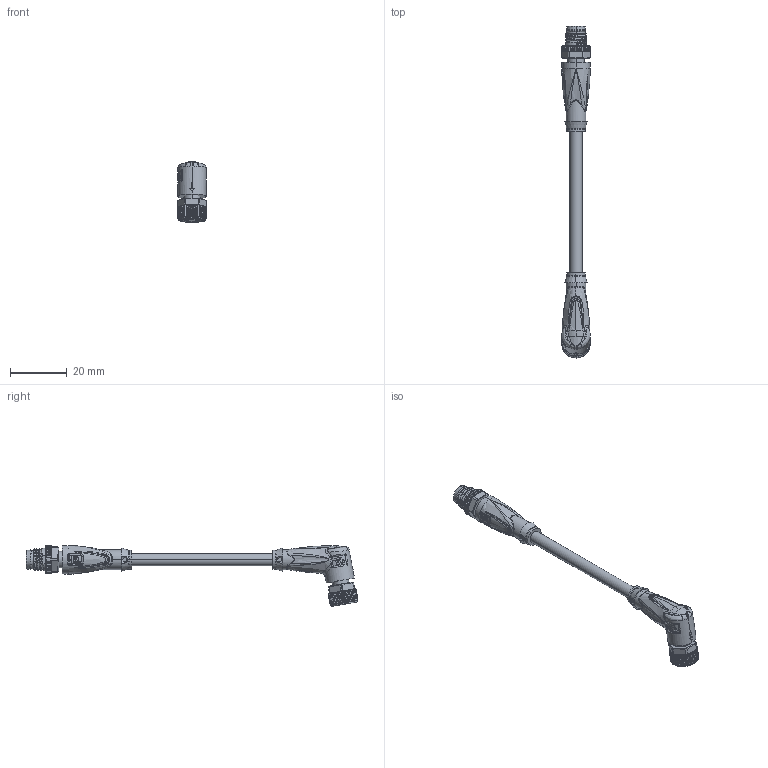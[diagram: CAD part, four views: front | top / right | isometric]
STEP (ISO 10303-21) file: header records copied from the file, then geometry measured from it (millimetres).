
FILE_DESCRIPTION(('STEP AP214'),'1');
FILE_NAME('cctmp_A7A4A7B0-A0DD-47E7-A169-614F56151359_2022_04_27_10_52_48_0209..stp','2022-04-27T08:52:57',('KiM GmbH'),('CADClick - www.CADClick.com'),'Spatial InterOp 3D postprocessed',' ','unknown authorization');
FILE_SCHEMA(('AUTOMOTIVE_DESIGN'));
Length unit declared in the file: millimetre
Products named in the file (10): Connection2; Connection2_2; Connection2_1; T195469_1; Cable; Connection1; Connection1_3; Connection1_2; Connection1_1; T195469
Assembly tree (9 placements, depth 4):
  T195469
    T195469_1
      Connection2
        Connection2_2
        Connection2_1
      Cable
      Connection1
        Connection1_3
        Connection1_2
        Connection1_1
Bounding box: 10 x 117.38 x 21.57 mm (x, y, z)
Volume: 5354.6 mm3; surface area: 5197.7 mm2
Topology: 11 solids, 13 shells, 1629 faces, 4291 edges, 2715 vertices
Faces by surface type: plane 749, bspline 264, torus 216, cylinder 207, cone 155, extrusion 28, sphere 10
Entity records: 125790 total; most frequent: CARTESIAN_POINT 76138, ORIENTED_EDGE 8538, DIRECTION 6902, EDGE_CURVE 4273, STYLED_ITEM 3338, PRESENTATION_STYLE_ASSIGNMENT 3338, VERTEX_POINT 2715, AXIS2_PLACEMENT_3D 2403
